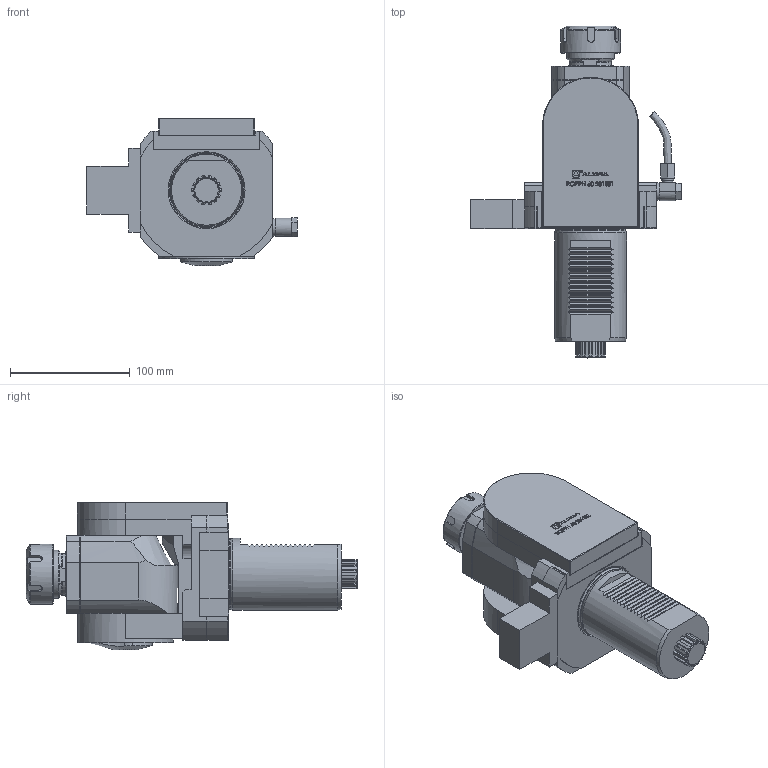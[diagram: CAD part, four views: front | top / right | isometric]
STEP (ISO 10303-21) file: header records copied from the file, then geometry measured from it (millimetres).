
FILE_DESCRIPTION (( 'STEP AP214' ), '1' );
FILE_NAME ('ROPPH60231SS1.STEP', '2025-09-04T12:55:08', ( '' ), ( '' ), 'SwSTEP 2.0', 'SolidWorks 2023', '' );
FILE_SCHEMA (( 'AUTOMOTIVE_DESIGN' ));
Length unit declared in the file: millimetre
Products named in the file (1): ROPPH60231SS1
Bounding box: 175.7 x 276.91 x 123 mm (x, y, z)
Volume: 1485415.6 mm3; surface area: 127512.7 mm2
Topology: 1 solids, 3 shells, 708 faces, 1906 edges, 1246 vertices
Faces by surface type: plane 427, cylinder 132, bspline 100, cone 35, torus 14
Full cylindrical faces by diameter (mm): 1.7 x1, 2.1 x1, 6.366 x1, 8.2 x1, 9.8 x1, 14.5 x1, 40 x1, 44 x1, 44.2 x1, 48.2 x1, 50 x1, 52 x1, 52.2 x1, 56 x1, 56.2 x1, 58.7 x1, 60 x1, 80 x1
Entity records: 31339 total; most frequent: CARTESIAN_POINT 11676, ORIENTED_EDGE 3720, DIRECTION 2883, EDGE_CURVE 1860, VERTEX_POINT 1229, VECTOR 1129, LINE 1129, AXIS2_PLACEMENT_3D 877
